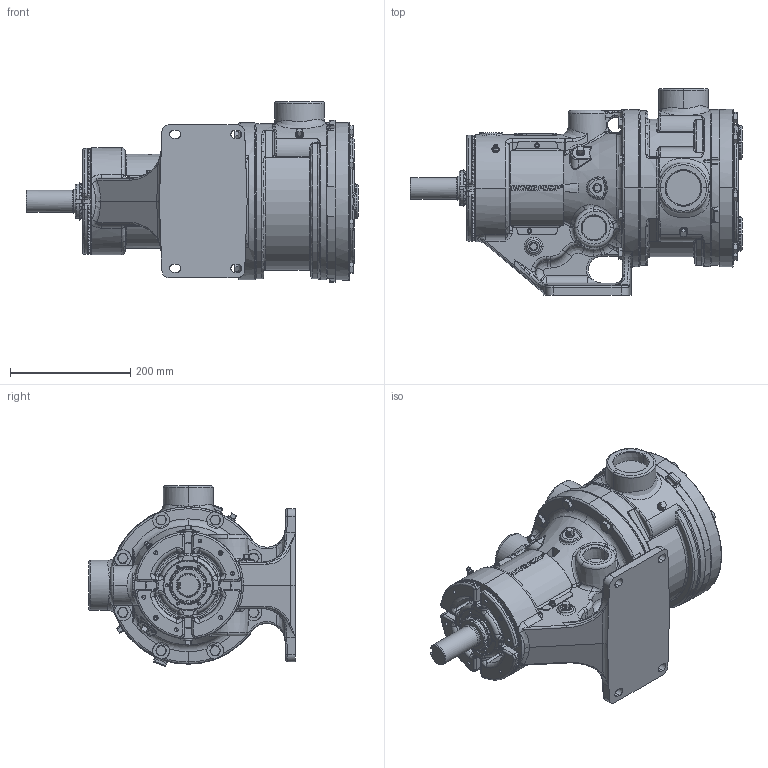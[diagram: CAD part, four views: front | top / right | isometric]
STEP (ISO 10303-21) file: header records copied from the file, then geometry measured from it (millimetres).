
FILE_DESCRIPTION (( 'STEP AP214' ), '1' );
FILE_NAME ('LV-4760.step', '2025-12-05T03:33:09', ( '' ), ( '' ), 'SwSTEP 2.0', 'SolidWorks 2024', '' );
FILE_SCHEMA (( 'AUTOMOTIVE_DESIGN' ));
Length unit declared in the file: inch
Products named in the file (1): LV-4760
Bounding box: 551.1 x 342.9 x 300.02 mm (x, y, z)
Volume: 15636681.9 mm3; surface area: 761438.4 mm2
Topology: 1 solids, 1 shells, 4013 faces, 10287 edges, 6402 vertices
Faces by surface type: plane 1307, bspline 1153, cylinder 753, cone 601, torus 148, sphere 51
Full cylindrical faces by diameter (mm): 39.986 x1
Entity records: 183143 total; most frequent: CARTESIAN_POINT 95337, ORIENTED_EDGE 20392, DIRECTION 15162, EDGE_CURVE 10196, VERTEX_POINT 6397, AXIS2_PLACEMENT_3D 5627, EDGE_LOOP 4247, ADVANCED_FACE 4013
